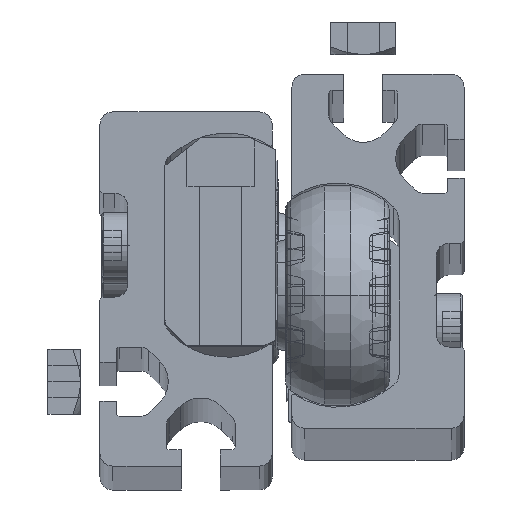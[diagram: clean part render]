
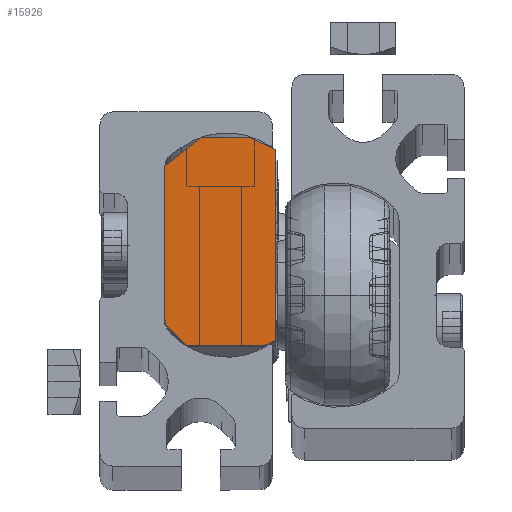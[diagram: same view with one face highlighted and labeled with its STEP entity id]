
A CAD part, top view. The second image highlights one B-rep face of the part: STEP entity #15926.
In plain terms, the highlighted face is planar.
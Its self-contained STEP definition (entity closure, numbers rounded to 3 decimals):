
#74 = LINE ( 'NONE', #1635, #2980 ) ;
#436 = CARTESIAN_POINT ( 'NONE',  ( 19., 16.5, -4.6 ) ) ;
#610 = CARTESIAN_POINT ( 'NONE',  ( 19., -15.5, 5.2 ) ) ;
#1635 = CARTESIAN_POINT ( 'NONE',  ( 19., -14.661, -8.5 ) ) ;
#2067 = VECTOR ( 'NONE', #19141, 1000. ) ;
#2440 = DIRECTION ( 'NONE',  ( 0., -0.707, -0.707 ) ) ;
#2700 = ORIENTED_EDGE ( 'NONE', *, *, #9573, .F. ) ;
#2980 = VECTOR ( 'NONE', #8918, 1000. ) ;
#3000 = EDGE_CURVE ( 'NONE', #13582, #4994, #8192, .T. ) ;
#3199 = DIRECTION ( 'NONE',  ( 0., 0.616, -0.788 ) ) ;
#4159 = EDGE_LOOP ( 'NONE', ( #2700, #4758, #6359, #19155, #11574, #9567, #14526, #8205 ) ) ;
#4303 = LINE ( 'NONE', #610, #17909 ) ;
#4747 = DIRECTION ( 'NONE',  ( 0., -0.423, -0.906 ) ) ;
#4758 = ORIENTED_EDGE ( 'NONE', *, *, #17470, .F. ) ;
#4994 = VERTEX_POINT ( 'NONE', #18463 ) ;
#6359 = ORIENTED_EDGE ( 'NONE', *, *, #20178, .T. ) ;
#6404 = VERTEX_POINT ( 'NONE', #17598 ) ;
#6616 = LINE ( 'NONE', #17690, #15544 ) ;
#6698 = VERTEX_POINT ( 'NONE', #17323 ) ;
#8114 = CARTESIAN_POINT ( 'NONE',  ( 19., 14.681, -8.5 ) ) ;
#8192 = LINE ( 'NONE', #436, #2067 ) ;
#8205 = ORIENTED_EDGE ( 'NONE', *, *, #3000, .T. ) ;
#8460 = CARTESIAN_POINT ( 'NONE',  ( 19., 16.5, -4.6 ) ) ;
#8918 = DIRECTION ( 'NONE',  ( 0., -0.423, 0.906 ) ) ;
#9267 = FACE_OUTER_BOUND ( 'NONE', #4159, .T. ) ;
#9567 = ORIENTED_EDGE ( 'NONE', *, *, #17510, .F. ) ;
#9573 = EDGE_CURVE ( 'NONE', #6404, #4994, #20100, .T. ) ;
#10512 = VERTEX_POINT ( 'NONE', #8114 ) ;
#10973 = DIRECTION ( 'NONE',  ( -1., 0., 0. ) ) ;
#11143 = CARTESIAN_POINT ( 'NONE',  ( 19., -15.5, -6.7 ) ) ;
#11574 = ORIENTED_EDGE ( 'NONE', *, *, #18557, .F. ) ;
#11649 = CARTESIAN_POINT ( 'NONE',  ( 19., 16.5, -4.6 ) ) ;
#12029 = CARTESIAN_POINT ( 'NONE',  ( 19., -12.2, 8.5 ) ) ;
#12149 = DIRECTION ( 'NONE',  ( 0., 1., 0. ) ) ;
#12207 = VERTEX_POINT ( 'NONE', #23554 ) ;
#12998 = VECTOR ( 'NONE', #3199, 1000. ) ;
#13178 = DIRECTION ( 'NONE',  ( 0., 0., -1. ) ) ;
#13227 = VECTOR ( 'NONE', #12149, 1000. ) ;
#13582 = VERTEX_POINT ( 'NONE', #11649 ) ;
#13840 = VERTEX_POINT ( 'NONE', #11143 ) ;
#13866 = EDGE_CURVE ( 'NONE', #12207, #13840, #4303, .T. ) ;
#13944 = DIRECTION ( 'NONE',  ( 0., -1., 0. ) ) ;
#14526 = ORIENTED_EDGE ( 'NONE', *, *, #23654, .F. ) ;
#15374 = CARTESIAN_POINT ( 'NONE',  ( 19., -12.2, 8.5 ) ) ;
#15544 = VECTOR ( 'NONE', #13944, 1000. ) ;
#15926 = ADVANCED_FACE ( 'NONE', ( #9267 ), #21612, .F. ) ;
#17323 = CARTESIAN_POINT ( 'NONE',  ( 19., -12.2, 8.5 ) ) ;
#17470 = EDGE_CURVE ( 'NONE', #6698, #6404, #17806, .T. ) ;
#17510 = EDGE_CURVE ( 'NONE', #10512, #22902, #6616, .T. ) ;
#17579 = CARTESIAN_POINT ( 'NONE',  ( 19., -14.661, -8.5 ) ) ;
#17598 = CARTESIAN_POINT ( 'NONE',  ( 19., 12.203, 8.5 ) ) ;
#17690 = CARTESIAN_POINT ( 'NONE',  ( 19., 14.681, -8.5 ) ) ;
#17806 = LINE ( 'NONE', #12029, #13227 ) ;
#17909 = VECTOR ( 'NONE', #13178, 1000. ) ;
#17913 = VECTOR ( 'NONE', #2440, 1000. ) ;
#18300 = DIRECTION ( 'NONE',  ( 0., 0., 1. ) ) ;
#18463 = CARTESIAN_POINT ( 'NONE',  ( 19., 16.5, 3. ) ) ;
#18557 = EDGE_CURVE ( 'NONE', #22902, #13840, #74, .T. ) ;
#18586 = AXIS2_PLACEMENT_3D ( 'NONE', #19858, #10973, #18300 ) ;
#18892 = VECTOR ( 'NONE', #4747, 1000. ) ;
#19141 = DIRECTION ( 'NONE',  ( 0., 0., 1. ) ) ;
#19155 = ORIENTED_EDGE ( 'NONE', *, *, #13866, .T. ) ;
#19743 = CARTESIAN_POINT ( 'NONE',  ( 19., 12.203, 8.5 ) ) ;
#19858 = CARTESIAN_POINT ( 'NONE',  ( 19., 1.5, 22.2 ) ) ;
#20100 = LINE ( 'NONE', #19743, #12998 ) ;
#20178 = EDGE_CURVE ( 'NONE', #6698, #12207, #22570, .T. ) ;
#20815 = LINE ( 'NONE', #8460, #18892 ) ;
#21612 = PLANE ( 'NONE',  #18586 ) ;
#22570 = LINE ( 'NONE', #15374, #17913 ) ;
#22902 = VERTEX_POINT ( 'NONE', #17579 ) ;
#23554 = CARTESIAN_POINT ( 'NONE',  ( 19., -15.5, 5.2 ) ) ;
#23654 = EDGE_CURVE ( 'NONE', #13582, #10512, #20815, .T. ) ;
